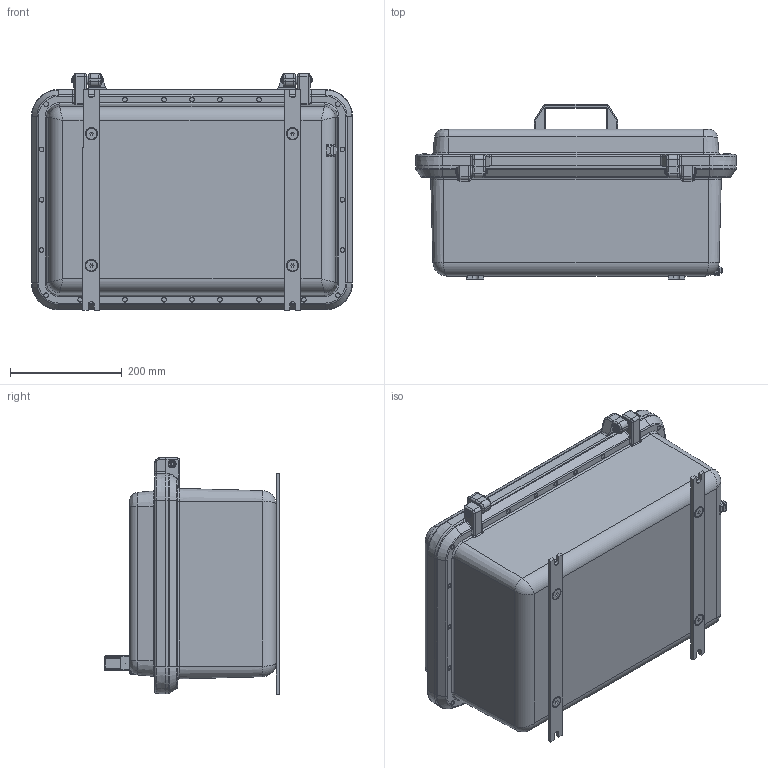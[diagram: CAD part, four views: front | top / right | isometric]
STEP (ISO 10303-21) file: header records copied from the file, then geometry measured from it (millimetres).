
FILE_DESCRIPTION((''),'2;1');
FILE_NAME('ЩОРВ573926.stp','2019-05-17T10:42:46',('L.A.Ronzhin'),(''),'Autodesk Inventor 2012','Autodesk Inventor 2012','');
FILE_SCHEMA(('CONFIG_CONTROL_DESIGN'));
Length unit declared in the file: millimetre
Products named in the file (1): ЩОРВ573926 _M2 (IP67) ИСП 1_Внешний контур_2
Bounding box: 574 x 313.2 x 423.57 mm (x, y, z)
Volume: 46947911.2 mm3; surface area: 919906.1 mm2
Topology: 1 solids, 1 shells, 2733 faces, 7434 edges, 4826 vertices
Faces by surface type: cylinder 1532, plane 898, bspline 132, cone 109, torus 62
Full cylindrical faces by diameter (mm): 4.8 x4, 7 x10, 7.4 x4, 7.9 x1, 8.376 x22, 8.4 x2, 13 x2, 13.5 x2, 14 x4, 16 x26, 19.22 x4
Entity records: 101237 total; most frequent: CARTESIAN_POINT 31141, DIRECTION 15286, ORIENTED_EDGE 14290, EDGE_CURVE 7145, AXIS2_PLACEMENT_3D 5933, VERTEX_POINT 4751, VECTOR 3420, LINE 3420
